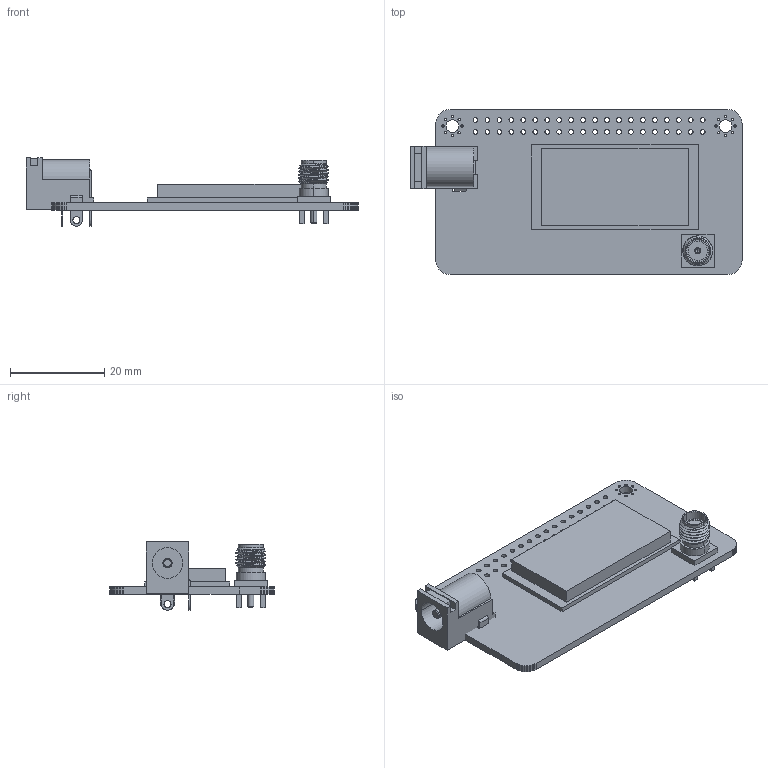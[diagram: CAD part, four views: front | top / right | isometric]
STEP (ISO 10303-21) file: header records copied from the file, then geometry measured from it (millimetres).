
FILE_DESCRIPTION(('KiCad electronic assembly'),'2;1');
FILE_NAME('Radio HAT.step','2023-09-10T16:45:35',('Pcbnew'),('Kicad'), 'Open CASCADE STEP processor 7.6','KiCad to STEP converter','Unknown' );
FILE_SCHEMA(('AUTOMOTIVE_DESIGN { 1 0 10303 214 1 1 1 1 }'));
Length unit declared in the file: millimetre
Products named in the file (8): Radio HAT 1; amphenol_rf; SOLID; RFM98PW; COMPOUND; CUI_DEVICES_PJ-002A; PCB
Assembly tree (7 placements, depth 3):
  Radio HAT 1
    amphenol_rf
      SOLID
    RFM98PW
      COMPOUND
    CUI_DEVICES_PJ-002A
      SOLID
    PCB
Bounding box: 70.5 x 35 x 14.5 mm (x, y, z)
Volume: 6837 mm3; surface area: 9190.6 mm2
Topology: 5 solids, 5 shells, 358 faces, 995 edges, 655 vertices
Faces by surface type: plane 231, cylinder 103, cone 18, bspline 6
Full cylindrical faces by diameter (mm): 0.5 x16, 1 x40, 1.5 x1, 1.7 x4, 2.7 x2
Entity records: 29686 total; most frequent: CARTESIAN_POINT 9683, DIRECTION 3641, LINE 2457, VECTOR 2457, ORIENTED_EDGE 1986, PCURVE 1986, DEFINITIONAL_REPRESENTATION 1986, EDGE_CURVE 993
